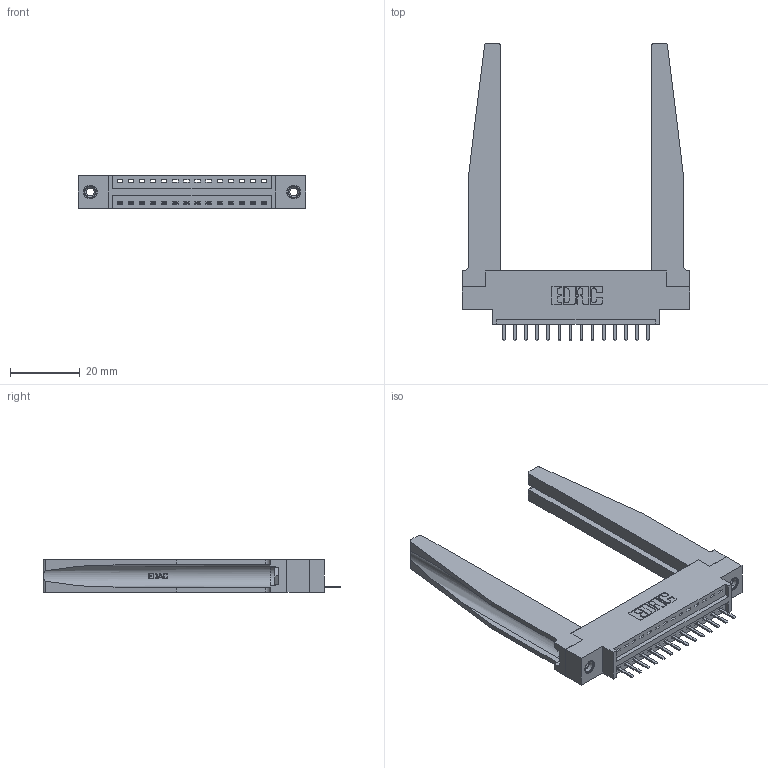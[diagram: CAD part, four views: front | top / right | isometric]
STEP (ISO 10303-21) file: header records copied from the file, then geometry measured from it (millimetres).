
FILE_DESCRIPTION (( 'STEP AP203' ), '1' );
FILE_NAME ('346-014-520-678.STEP', '2022-05-05T05:49:29', ( '' ), ( '' ), 'SwSTEP 2.0', 'SolidWorks 2020', '' );
FILE_SCHEMA (( 'CONFIG_CONTROL_DESIGN' ));
Length unit declared in the file: inch
Products named in the file (5): 346-220-078_345-220-078; 346 Part_0.170 Offset - 0.156 Dia-TH; 346-014-520-678; 345-292-001_345-293-120; 345-250-001_345-250-001-102
Assembly tree (19 placements, depth 2):
  346-014-520-678
    346 Part_0.170 Offset - 0.156 Dia-TH
    345-292-001_345-293-120  x14
    346-220-078_345-220-078  x2
    345-250-001_345-250-001-102  x2
Bounding box: 65.02 x 85.29 x 9.4 mm (x, y, z)
Volume: 12727.2 mm3; surface area: 13568.3 mm2
Topology: 19 solids, 19 shells, 1242 faces, 3561 edges, 2326 vertices
Faces by surface type: plane 824, cylinder 366, bspline 36, cone 12, torus 4
Entity records: 17868 total; most frequent: CARTESIAN_POINT 3999, ORIENTED_EDGE 2822, DIRECTION 2533, EDGE_CURVE 1411, LINE 1125, VECTOR 1125, VERTEX_POINT 932, AXIS2_PLACEMENT_3D 704
